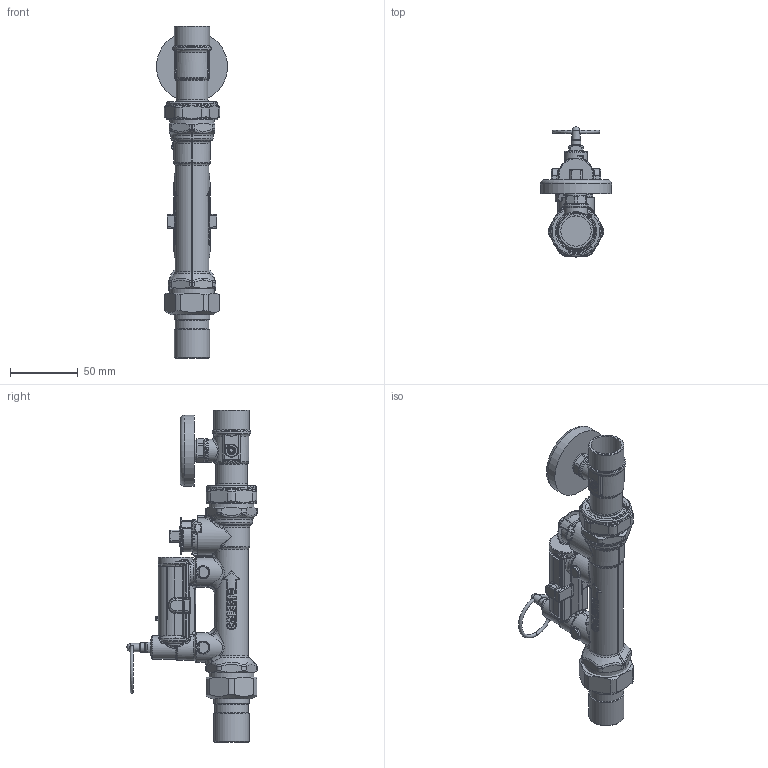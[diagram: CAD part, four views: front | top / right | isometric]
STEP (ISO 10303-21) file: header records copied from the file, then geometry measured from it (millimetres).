
FILE_DESCRIPTION(/* description */ (''),/* implementation_level */ '2;1');
FILE_NAME(/* name */ '132538AFC.stp',/* time_stamp */ '2025-08-19T09:56:05-05:00',/* author */ ('ischreiner'),/* organization */ (''),/* preprocessor_version */ 'ST-DEVELOPER v20',/* originating_system */ 'Autodesk Inventor 2025',/* authorisation */ '');
FILE_SCHEMA (('AUTOMOTIVE_DESIGN { 1 0 10303 214 3 1 1 }'));
Length unit declared in the file: inch
Products named in the file (5): 132538AFC; 132637 - TST; F61008 - 1 inch union nut; NA10056_Simplify_1; F41358
Assembly tree (4 placements, depth 2):
  132538AFC
    132637 - TST
    F61008 - 1 inch union nut
    NA10056_Simplify_1
    F41358
Bounding box: 52.32 x 95.91 x 244.62 mm (x, y, z)
Volume: 233528.5 mm3; surface area: 67824.2 mm2
Topology: 10 solids, 10 shells, 2261 faces, 5292 edges, 2963 vertices
Faces by surface type: bspline 1052, cylinder 521, plane 332, sphere 145, torus 108, cone 103
Full cylindrical faces by diameter (mm): 2.5 x1, 3 x1, 3.1 x1, 3.3 x1, 4.1 x1, 4.2 x1, 6 x2, 7 x1, 9.017 x1, 11.176 x1, 11.227 x1, 12.954 x1, 13.6 x1, 14.224 x1, 14.5 x1, 15.24 x1, 15.875 x1, 17 x2, 18 x1, 19.812 x1, 21.057 x1, 22 x1, 22.352 x2, 22.7 x2, 23.5 x1, 24 x1, 24.13 x1, 24.2 x1, 24.994 x1, 26 x2
Entity records: 142827 total; most frequent: CARTESIAN_POINT 95924, ORIENTED_EDGE 10308, DIRECTION 8517, EDGE_CURVE 5154, AXIS2_PLACEMENT_3D 3689, VERTEX_POINT 2963, EDGE_LOOP 2327, FACE_OUTER_BOUND 2261
